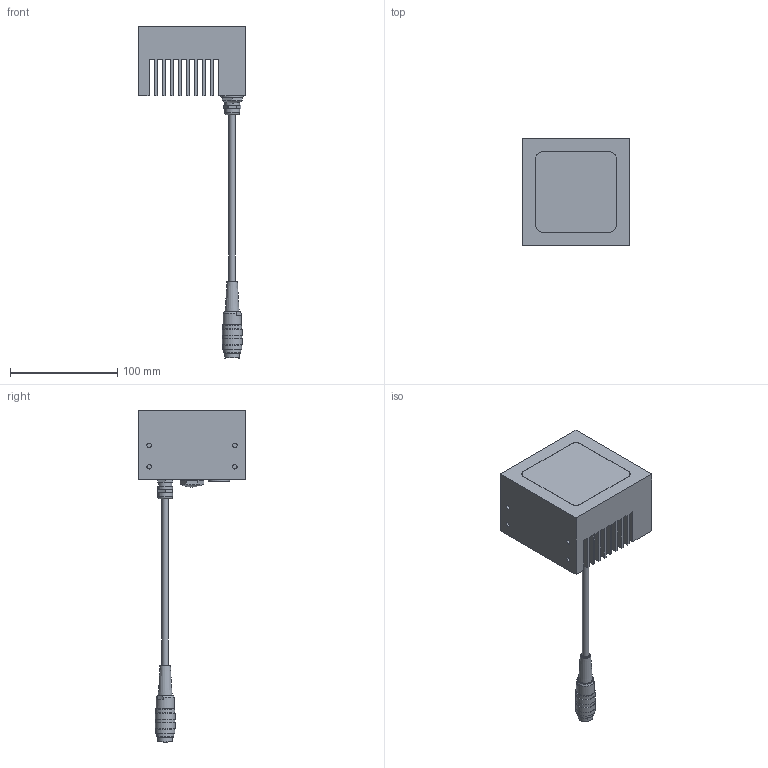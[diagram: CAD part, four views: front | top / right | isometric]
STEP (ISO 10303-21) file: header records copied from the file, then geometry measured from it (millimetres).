
FILE_DESCRIPTION(/* description */ (''),/* implementation_level */ '2;1');
FILE_NAME(/* name */ 'ipf_z3d_ESK00141.stp',/* time_stamp */ '2018-12-11T07:48:26+01:00',/* author */ ('g.aydin'),/* organization */ (''),/* preprocessor_version */ 'ST-DEVELOPER v15.2',/* originating_system */ 'Autodesk Inventor 2014',/* authorisation */ '');
FILE_SCHEMA (('AUTOMOTIVE_DESIGN { 1 0 10303 214 3 1 1 }'));
Products named in the file (3): ipf_z3d_ESK00140; M16_12Pol_Kabelstecker_Stift; ipf_z3d_ESK00141
Bounding box: 100 x 100 x 309.8 mm (x, y, z)
Volume: 445334.1 mm3; surface area: 170975 mm2
Topology: 3 solids, 13 shells, 3530 faces, 9437 edges, 6010 vertices
Faces by surface type: plane 1225, cylinder 968, cone 502, torus 452, bspline 305, sphere 78
Full cylindrical faces by diameter (mm): 1 x24, 1.567 x8, 1.9 x32, 2.1 x5, 2.2 x2, 2.459 x6, 3.1 x1, 4.134 x12, 6 x1, 7 x1, 10 x1, 11 x1, 12.5 x1, 13.5 x1, 13.8 x2, 15.08 x1, 15.5 x16, 16 x2, 16.9 x1, 18.15 x3, 18.5 x2, 20 x1, 22 x1
Entity records: 145654 total; most frequent: CARTESIAN_POINT 58263, ORIENTED_EDGE 17854, DIRECTION 17317, EDGE_CURVE 8927, AXIS2_PLACEMENT_3D 7219, VERTEX_POINT 5854, EDGE_LOOP 4097, ADVANCED_FACE 3530
